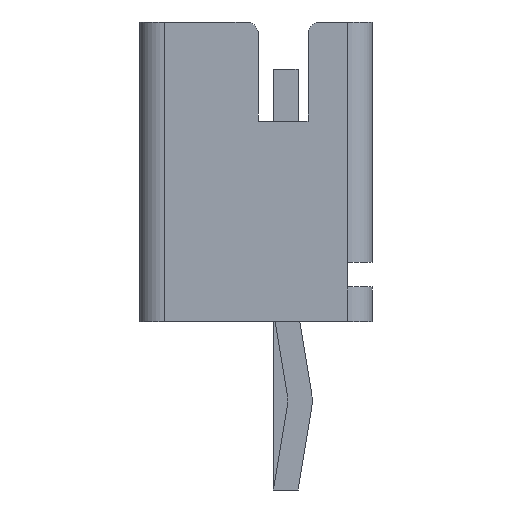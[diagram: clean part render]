
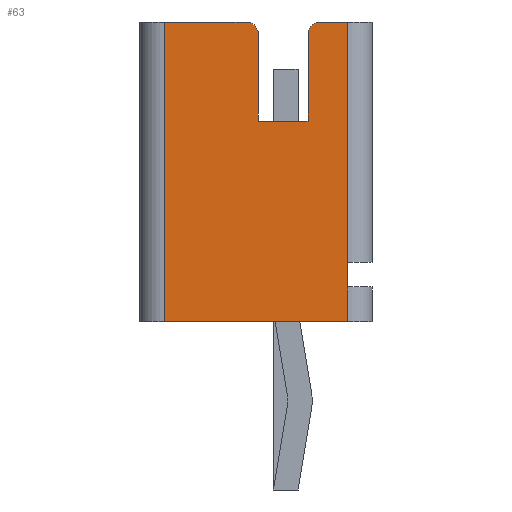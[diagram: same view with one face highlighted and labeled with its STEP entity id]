
A CAD part, left-side view. The second image highlights one B-rep face of the part: STEP entity #63.
In plain terms, the highlighted planar face has unit normal (-1, 0, 0).
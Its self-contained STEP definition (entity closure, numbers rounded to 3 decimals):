
#63=ADVANCED_FACE('',(#216),#217,.T.);
#216=FACE_OUTER_BOUND('',#496,.T.);
#217=PLANE('',#497);
#496=EDGE_LOOP('',(#902,#903,#904,#905,#906,#907,#908,#909,#910,#911,#912,#913));
#497=AXIS2_PLACEMENT_3D('',#914,#915,#916);
#902=ORIENTED_EDGE('',*,*,#1919,.T.);
#903=ORIENTED_EDGE('',*,*,#1952,.T.);
#904=ORIENTED_EDGE('',*,*,#1954,.F.);
#905=ORIENTED_EDGE('',*,*,#1955,.T.);
#906=ORIENTED_EDGE('',*,*,#1881,.F.);
#907=ORIENTED_EDGE('',*,*,#1956,.T.);
#908=ORIENTED_EDGE('',*,*,#1957,.T.);
#909=ORIENTED_EDGE('',*,*,#1958,.F.);
#910=ORIENTED_EDGE('',*,*,#1959,.T.);
#911=ORIENTED_EDGE('',*,*,#1960,.F.);
#912=ORIENTED_EDGE('',*,*,#1890,.F.);
#913=ORIENTED_EDGE('',*,*,#1961,.T.);
#914=CARTESIAN_POINT('',(-6.0,2.45,0.0));
#915=DIRECTION('',(-1.0,0.0,0.0));
#916=DIRECTION('',(0.0,0.0,1.0));
#1881=EDGE_CURVE('',#2249,#2251,#2252,.T.);
#1890=EDGE_CURVE('',#2267,#2269,#2270,.T.);
#1919=EDGE_CURVE('',#2322,#2320,#2323,.T.);
#1952=EDGE_CURVE('',#2320,#2375,#2377,.T.);
#1954=EDGE_CURVE('',#2379,#2375,#2380,.T.);
#1955=EDGE_CURVE('',#2379,#2251,#2381,.T.);
#1956=EDGE_CURVE('',#2249,#2382,#2383,.T.);
#1957=EDGE_CURVE('',#2382,#2384,#2385,.T.);
#1958=EDGE_CURVE('',#2386,#2384,#2387,.T.);
#1959=EDGE_CURVE('',#2386,#2388,#2389,.T.);
#1960=EDGE_CURVE('',#2269,#2388,#2390,.T.);
#1961=EDGE_CURVE('',#2267,#2322,#2391,.T.);
#2249=VERTEX_POINT('',#2858);
#2251=VERTEX_POINT('',#2860);
#2252=LINE('',#2861,#2862);
#2267=VERTEX_POINT('',#2884);
#2269=VERTEX_POINT('',#2887);
#2270=LINE('',#2888,#2889);
#2320=VERTEX_POINT('',#2960);
#2322=VERTEX_POINT('',#2963);
#2323=LINE('',#2964,#2965);
#2375=VERTEX_POINT('',#3046);
#2377=LINE('',#3049,#3050);
#2379=VERTEX_POINT('',#3053);
#2380=LINE('',#3054,#3055);
#2381=CIRCLE('',#3056,0.25);
#2382=VERTEX_POINT('',#3057);
#2383=LINE('',#3058,#3059);
#2384=VERTEX_POINT('',#3060);
#2385=LINE('',#3061,#3062);
#2386=VERTEX_POINT('',#3063);
#2387=LINE('',#3064,#3065);
#2388=VERTEX_POINT('',#3066);
#2389=LINE('',#3067,#3068);
#2390=LINE('',#3069,#3070);
#2391=CIRCLE('',#3071,0.25);
#2858=CARTESIAN_POINT('',(-6.0,2.45,0.0));
#2860=CARTESIAN_POINT('',(-6.0,0.8,0.0));
#2861=CARTESIAN_POINT('',(-6.0,2.45,0.0));
#2862=VECTOR('',#3801,1.65);
#2884=CARTESIAN_POINT('',(-6.0,-0.7,0.0));
#2887=CARTESIAN_POINT('',(-6.0,-1.25,0.0));
#2888=CARTESIAN_POINT('',(-6.0,-0.7,0.0));
#2889=VECTOR('',#3810,0.55);
#2960=CARTESIAN_POINT('',(-6.0,-0.45,-2.0));
#2963=CARTESIAN_POINT('',(-6.0,-0.45,-0.25));
#2964=CARTESIAN_POINT('',(-6.0,-0.45,-0.25));
#2965=VECTOR('',#3851,1.75);
#3046=CARTESIAN_POINT('',(-6.0,0.55,-2.0));
#3049=CARTESIAN_POINT('',(-6.0,-0.45,-2.0));
#3050=VECTOR('',#3888,1.0);
#3053=CARTESIAN_POINT('',(-6.0,0.55,-0.25));
#3054=CARTESIAN_POINT('',(-6.0,0.55,-0.25));
#3055=VECTOR('',#3890,1.75);
#3056=AXIS2_PLACEMENT_3D('',#3891,#3892,#3893);
#3057=CARTESIAN_POINT('',(-6.0,2.45,-6.05));
#3058=CARTESIAN_POINT('',(-6.0,2.45,0.0));
#3059=VECTOR('',#3894,6.05);
#3060=CARTESIAN_POINT('',(-6.0,-1.25,-6.05));
#3061=CARTESIAN_POINT('',(-6.0,2.45,-6.05));
#3062=VECTOR('',#3895,3.7);
#3063=CARTESIAN_POINT('',(-6.0,-1.25,-5.35));
#3064=CARTESIAN_POINT('',(-6.0,-1.25,-5.35));
#3065=VECTOR('',#3896,0.7);
#3066=CARTESIAN_POINT('',(-6.0,-1.25,-4.85));
#3067=CARTESIAN_POINT('',(-6.0,-1.25,-5.35));
#3068=VECTOR('',#3897,0.5);
#3069=CARTESIAN_POINT('',(-6.0,-1.25,0.0));
#3070=VECTOR('',#3898,4.85);
#3071=AXIS2_PLACEMENT_3D('',#3899,#3900,#3901);
#3801=DIRECTION('',(0.0,-1.0,0.0));
#3810=DIRECTION('',(0.0,-1.0,0.0));
#3851=DIRECTION('',(0.0,0.0,-1.0));
#3888=DIRECTION('',(0.0,1.0,0.0));
#3890=DIRECTION('',(0.0,0.0,-1.0));
#3891=CARTESIAN_POINT('',(-6.0,0.8,-0.25));
#3892=DIRECTION('',(-1.0,0.0,0.0));
#3893=DIRECTION('',(0.0,-1.0,0.0));
#3894=DIRECTION('',(0.0,0.0,-1.0));
#3895=DIRECTION('',(0.0,-1.0,0.0));
#3896=DIRECTION('',(0.0,0.0,-1.0));
#3897=DIRECTION('',(0.0,0.0,1.0));
#3898=DIRECTION('',(0.0,0.0,-1.0));
#3899=CARTESIAN_POINT('',(-6.0,-0.7,-0.25));
#3900=DIRECTION('',(-1.0,0.0,0.0));
#3901=DIRECTION('',(0.0,0.0,1.0));
